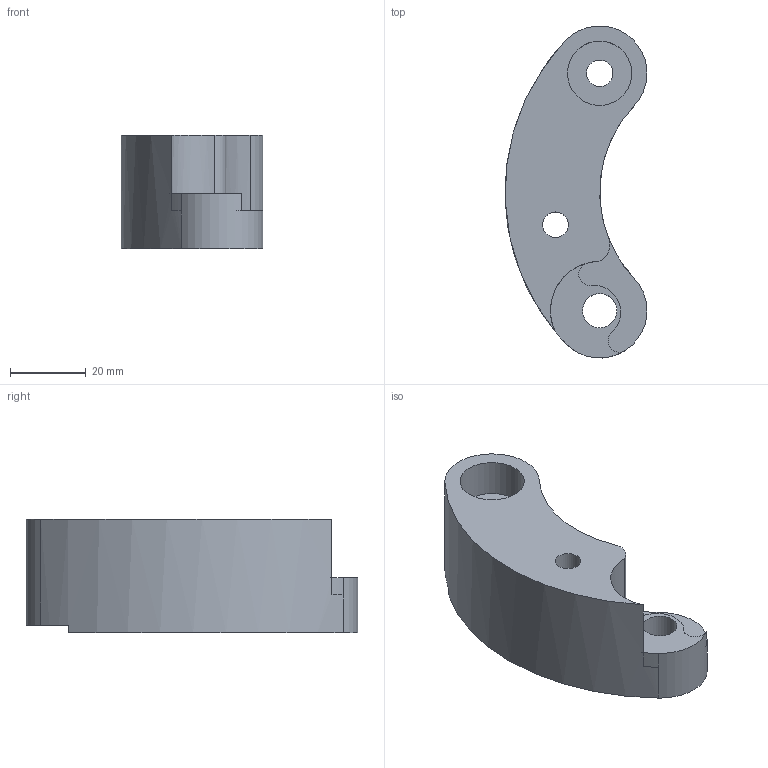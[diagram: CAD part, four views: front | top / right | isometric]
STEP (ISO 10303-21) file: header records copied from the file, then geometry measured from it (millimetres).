
FILE_DESCRIPTION(/* description */ (''),/* implementation_level */ '2;1');
FILE_NAME(/* name */ 'Selecteur v29.step',/* time_stamp */ '2022-04-09T10:21:45+02:00',/* author */ (''),/* organization */ (''),/* preprocessor_version */ 'ST-DEVELOPER v18.1',/* originating_system */ 'Autodesk Translation Framework v10.14.0.1471',/* authorisation */ '');
FILE_SCHEMA (('AUTOMOTIVE_DESIGN { 1 0 10303 214 3 1 1 }'));
Length unit declared in the file: millimetre
Products named in the file (1): Selecteur
Bounding box: 37.48 x 87.66 x 30 mm (x, y, z)
Volume: 51403.7 mm3; surface area: 12299.4 mm2
Topology: 1 solids, 1 shells, 21 faces, 54 edges, 36 vertices
Faces by surface type: cylinder 15, plane 6
Full cylindrical faces by diameter (mm): 6.779 x1, 7 x1, 9 x1, 17 x1
Entity records: 708 total; most frequent: DIRECTION 133, CARTESIAN_POINT 112, ORIENTED_EDGE 108, AXIS2_PLACEMENT_3D 57, EDGE_CURVE 54, VERTEX_POINT 36, CIRCLE 35, EDGE_LOOP 28
